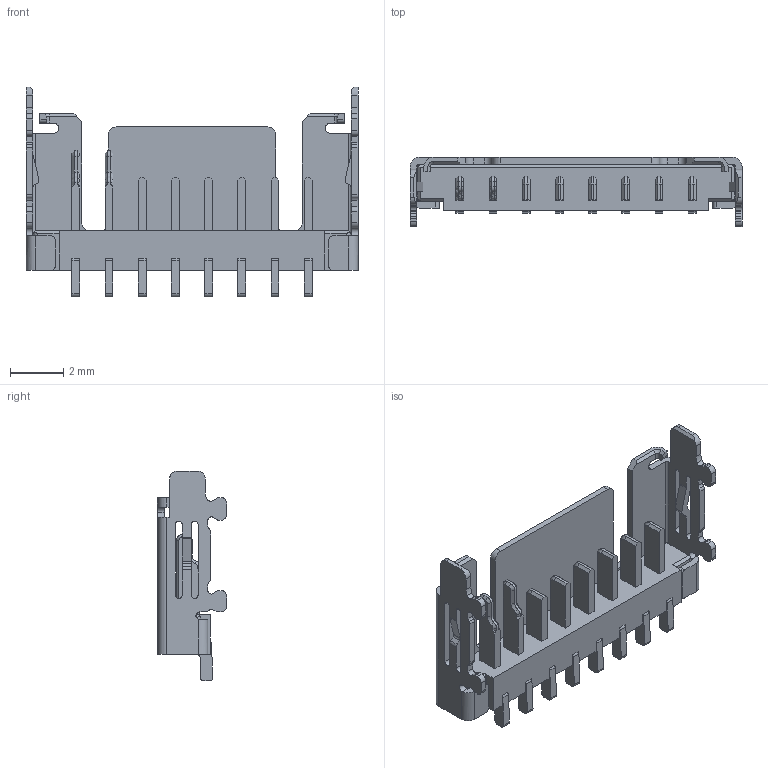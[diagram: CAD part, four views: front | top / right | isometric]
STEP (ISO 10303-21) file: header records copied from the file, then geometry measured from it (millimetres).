
FILE_DESCRIPTION(('CoCreate Modeling STEP Export'),'2;1');
FILE_NAME('WB125SH-08XXX.stp','2021-10-04T 9:09:57',(''),(''),'CoCreate Modeling STEP processor for AP214 (Solid Model)','CoCreate Modeling 16.00 13-May-2008 (C) Parametric Technology GmbH','');
FILE_SCHEMA(('AUTOMOTIVE_DESIGN { 1 0 10303 214 1 1 1 1 }'));
Length unit declared in the file: millimetre
Products named in the file (3): WB125SH-H008X; WB125SH-08; WB125SH-08XXX
Assembly tree (2 placements, depth 2):
  WB125SH-08XXX
    WB125SH-08
    WB125SH-H008X
Bounding box: 12.5 x 2.6 x 7.9 mm (x, y, z)
Volume: 56.2 mm3; surface area: 294.3 mm2
Topology: 1 solids, 1 shells, 411 faces, 1223 edges, 882 vertices
Faces by surface type: plane 237, cylinder 144, cone 30
Entity records: 13604 total; most frequent: CARTESIAN_POINT 2498, ORIENTED_EDGE 2318, DIRECTION 2300, EDGE_CURVE 1159, VECTOR 868, LINE 868, VERTEX_POINT 754, AXIS2_PLACEMENT_3D 716
